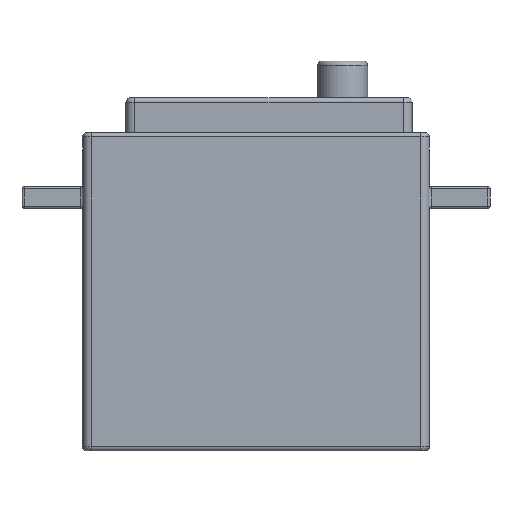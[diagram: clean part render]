
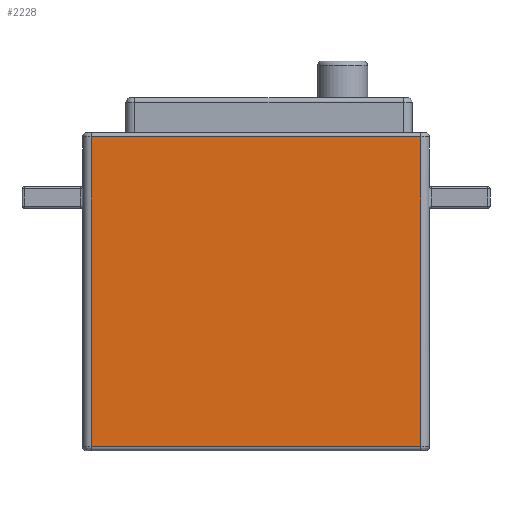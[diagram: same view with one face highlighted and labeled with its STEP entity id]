
A CAD part, front view. The second image highlights one B-rep face of the part: STEP entity #2228.
In plain terms, the highlighted planar face has unit normal (0, -1, 0).
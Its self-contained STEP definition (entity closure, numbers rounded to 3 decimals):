
#39=PLANE('',#2500);
#166=LINE('',#4369,#295);
#170=LINE('',#4390,#299);
#171=LINE('',#4392,#300);
#172=LINE('',#4393,#301);
#295=VECTOR('',#3071,10.);
#299=VECTOR('',#3085,10.);
#300=VECTOR('',#3086,10.);
#301=VECTOR('',#3087,10.);
#515=FACE_OUTER_BOUND('',#661,.T.);
#661=EDGE_LOOP('',(#1862,#1863,#1864,#1865));
#1055=VERTEX_POINT('',#4361);
#1057=VERTEX_POINT('',#4367);
#1060=VERTEX_POINT('',#4389);
#1061=VERTEX_POINT('',#4391);
#1341=EDGE_CURVE('',#1057,#1055,#166,.T.);
#1348=EDGE_CURVE('',#1060,#1057,#170,.T.);
#1349=EDGE_CURVE('',#1061,#1060,#171,.T.);
#1350=EDGE_CURVE('',#1055,#1061,#172,.T.);
#1862=ORIENTED_EDGE('',*,*,#1341,.F.);
#1863=ORIENTED_EDGE('',*,*,#1348,.F.);
#1864=ORIENTED_EDGE('',*,*,#1349,.F.);
#1865=ORIENTED_EDGE('',*,*,#1350,.F.);
#2228=ADVANCED_FACE('',(#515),#39,.T.);
#2500=AXIS2_PLACEMENT_3D('',#4388,#3083,#3084);
#3071=DIRECTION('',(-1.,0.,0.));
#3083=DIRECTION('center_axis',(0.,-1.,0.));
#3084=DIRECTION('ref_axis',(1.,0.,0.));
#3085=DIRECTION('',(0.,0.,-1.));
#3086=DIRECTION('',(1.,0.,0.));
#3087=DIRECTION('',(0.,0.,1.));
#4361=CARTESIAN_POINT('',(1.,-20.,0.5));
#4367=CARTESIAN_POINT('',(39.,-20.,0.5));
#4369=CARTESIAN_POINT('',(10.,-20.,0.5));
#4388=CARTESIAN_POINT('Origin',(0.,-20.,0.));
#4389=CARTESIAN_POINT('',(39.,-20.,36.25));
#4390=CARTESIAN_POINT('',(39.,-20.,0.));
#4391=CARTESIAN_POINT('',(1.,-20.,36.25));
#4392=CARTESIAN_POINT('',(10.,-20.,36.25));
#4393=CARTESIAN_POINT('',(1.,-20.,0.));
